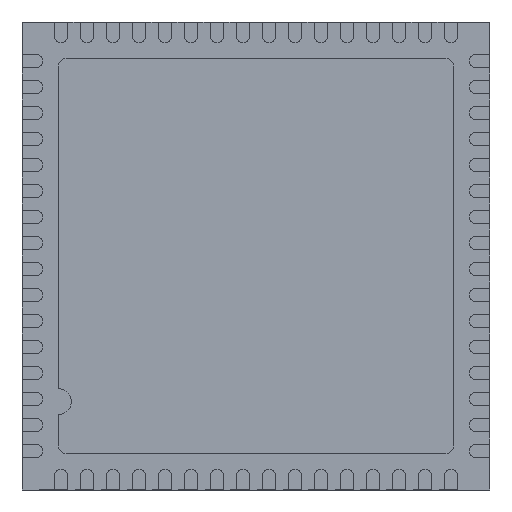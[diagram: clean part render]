
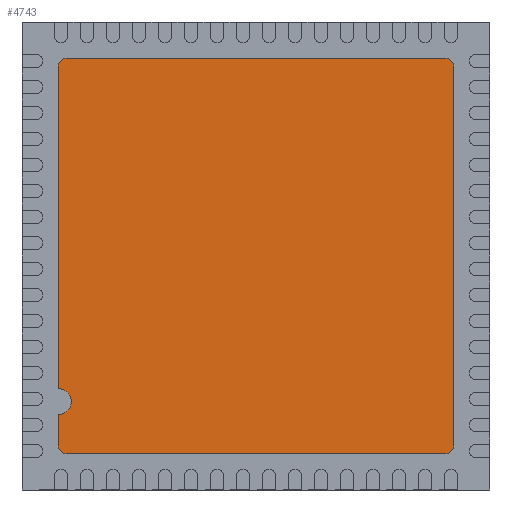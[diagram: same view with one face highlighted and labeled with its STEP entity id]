
A CAD part, front view. The second image highlights one B-rep face of the part: STEP entity #4743.
In plain terms, the highlighted planar face has unit normal (0, -1, 0).
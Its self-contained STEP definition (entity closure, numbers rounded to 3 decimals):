
#7 = VECTOR ( 'NONE', #4678, 1000. ) ;
#199 = ORIENTED_EDGE ( 'NONE', *, *, #638, .F. ) ;
#416 = VERTEX_POINT ( 'NONE', #16343 ) ;
#604 = DIRECTION ( 'NONE',  ( 0., 0., 1. ) ) ;
#638 = EDGE_CURVE ( 'NONE', #1790, #3338, #17709, .T. ) ;
#680 = CIRCLE ( 'NONE', #16342, 0.15 ) ;
#693 = EDGE_CURVE ( 'NONE', #17892, #18966, #8489, .T. ) ;
#816 = EDGE_CURVE ( 'NONE', #416, #1790, #11706, .T. ) ;
#979 = EDGE_LOOP ( 'NONE', ( #199, #11613, #8294, #11612, #2962, #21110, #13012, #9801, #7000, #13843 ) ) ;
#980 = DIRECTION ( 'NONE',  ( 1., 0., 0. ) ) ;
#1790 = VERTEX_POINT ( 'NONE', #11322 ) ;
#1998 = VERTEX_POINT ( 'NONE', #2233 ) ;
#2036 = VERTEX_POINT ( 'NONE', #5633 ) ;
#2128 = VECTOR ( 'NONE', #4044, 1000. ) ;
#2233 = CARTESIAN_POINT ( 'NONE',  ( -3.8, 0., -3.65 ) ) ;
#2245 = CARTESIAN_POINT ( 'NONE',  ( -3.65, 0., -3.65 ) ) ;
#2694 = CARTESIAN_POINT ( 'NONE',  ( 3.65, 0., -3.65 ) ) ;
#2962 = ORIENTED_EDGE ( 'NONE', *, *, #6291, .F. ) ;
#3324 = VECTOR ( 'NONE', #11485, 1000. ) ;
#3338 = VERTEX_POINT ( 'NONE', #6514 ) ;
#3339 = VECTOR ( 'NONE', #980, 1000. ) ;
#3430 = AXIS2_PLACEMENT_3D ( 'NONE', #8745, #5456, #8536 ) ;
#3716 = VERTEX_POINT ( 'NONE', #20123 ) ;
#3934 = DIRECTION ( 'NONE',  ( 0., -1., 0. ) ) ;
#4044 = DIRECTION ( 'NONE',  ( 0., 0., -1. ) ) ;
#4385 = LINE ( 'NONE', #15559, #3339 ) ;
#4678 = DIRECTION ( 'NONE',  ( -1., 0., 0. ) ) ;
#4717 = EDGE_CURVE ( 'NONE', #11744, #17892, #10679, .T. ) ;
#4743 = ADVANCED_FACE ( 'NONE', ( #9176 ), #10899, .T. ) ;
#4775 = CARTESIAN_POINT ( 'NONE',  ( 3.65, 0., 3.8 ) ) ;
#4970 = CARTESIAN_POINT ( 'NONE',  ( -3.8, 0., -3.05 ) ) ;
#5456 = DIRECTION ( 'NONE',  ( 0., -1., 0. ) ) ;
#5633 = CARTESIAN_POINT ( 'NONE',  ( -3.65, 0., -3.8 ) ) ;
#5874 = CARTESIAN_POINT ( 'NONE',  ( 3.8, 0., 3.65 ) ) ;
#5899 = CARTESIAN_POINT ( 'NONE',  ( 3.8, 0., 3.65 ) ) ;
#5917 = EDGE_CURVE ( 'NONE', #19348, #11744, #12977, .T. ) ;
#6101 = DIRECTION ( 'NONE',  ( 0., 0., -1. ) ) ;
#6291 = EDGE_CURVE ( 'NONE', #2036, #1998, #680, .T. ) ;
#6514 = CARTESIAN_POINT ( 'NONE',  ( -3.65, 0., 3.8 ) ) ;
#7000 = ORIENTED_EDGE ( 'NONE', *, *, #5917, .F. ) ;
#7586 = DIRECTION ( 'NONE',  ( 0., 0., -1. ) ) ;
#7806 = DIRECTION ( 'NONE',  ( 0., 1., 0. ) ) ;
#7876 = CARTESIAN_POINT ( 'NONE',  ( -3.65, 0., -3.8 ) ) ;
#8248 = AXIS2_PLACEMENT_3D ( 'NONE', #15665, #3934, #7586 ) ;
#8294 = ORIENTED_EDGE ( 'NONE', *, *, #14271, .F. ) ;
#8489 = CIRCLE ( 'NONE', #18721, 0.15 ) ;
#8536 = DIRECTION ( 'NONE',  ( 0., 0., -1. ) ) ;
#8541 = AXIS2_PLACEMENT_3D ( 'NONE', #12725, #19223, #9294 ) ;
#8745 = CARTESIAN_POINT ( 'NONE',  ( -3.8, 0., -2.8 ) ) ;
#9176 = FACE_OUTER_BOUND ( 'NONE', #979, .T. ) ;
#9294 = DIRECTION ( 'NONE',  ( 0., 0., 1. ) ) ;
#9801 = ORIENTED_EDGE ( 'NONE', *, *, #4717, .F. ) ;
#10256 = EDGE_CURVE ( 'NONE', #3338, #19348, #4385, .T. ) ;
#10665 = DIRECTION ( 'NONE',  ( 0., 0., -1. ) ) ;
#10679 = LINE ( 'NONE', #5874, #2128 ) ;
#10899 = PLANE ( 'NONE',  #8248 ) ;
#11322 = CARTESIAN_POINT ( 'NONE',  ( -3.8, 0., 3.65 ) ) ;
#11485 = DIRECTION ( 'NONE',  ( 0., 0., 1. ) ) ;
#11491 = LINE ( 'NONE', #7876, #7 ) ;
#11578 = VECTOR ( 'NONE', #604, 1000. ) ;
#11612 = ORIENTED_EDGE ( 'NONE', *, *, #19372, .F. ) ;
#11613 = ORIENTED_EDGE ( 'NONE', *, *, #816, .F. ) ;
#11706 = LINE ( 'NONE', #18514, #11578 ) ;
#11744 = VERTEX_POINT ( 'NONE', #5899 ) ;
#12058 = DIRECTION ( 'NONE',  ( 0., 1., 0. ) ) ;
#12674 = CIRCLE ( 'NONE', #3430, 0.25 ) ;
#12725 = CARTESIAN_POINT ( 'NONE',  ( 3.65, 0., 3.65 ) ) ;
#12977 = CIRCLE ( 'NONE', #8541, 0.15 ) ;
#13012 = ORIENTED_EDGE ( 'NONE', *, *, #693, .F. ) ;
#13037 = EDGE_CURVE ( 'NONE', #18966, #2036, #11491, .T. ) ;
#13268 = AXIS2_PLACEMENT_3D ( 'NONE', #20513, #7806, #20725 ) ;
#13843 = ORIENTED_EDGE ( 'NONE', *, *, #10256, .F. ) ;
#14271 = EDGE_CURVE ( 'NONE', #3716, #416, #12674, .T. ) ;
#15027 = CARTESIAN_POINT ( 'NONE',  ( 3.8, 0., -3.65 ) ) ;
#15559 = CARTESIAN_POINT ( 'NONE',  ( -3.65, 0., 3.8 ) ) ;
#15665 = CARTESIAN_POINT ( 'NONE',  ( -3.65, 0., 3.65 ) ) ;
#16030 = CARTESIAN_POINT ( 'NONE',  ( 3.65, 0., -3.8 ) ) ;
#16342 = AXIS2_PLACEMENT_3D ( 'NONE', #2245, #12058, #10665 ) ;
#16343 = CARTESIAN_POINT ( 'NONE',  ( -3.8, 0., -2.55 ) ) ;
#17605 = DIRECTION ( 'NONE',  ( 0., 1., 0. ) ) ;
#17709 = CIRCLE ( 'NONE', #13268, 0.15 ) ;
#17892 = VERTEX_POINT ( 'NONE', #15027 ) ;
#18514 = CARTESIAN_POINT ( 'NONE',  ( -3.8, 0., 3.65 ) ) ;
#18721 = AXIS2_PLACEMENT_3D ( 'NONE', #2694, #17605, #6101 ) ;
#18966 = VERTEX_POINT ( 'NONE', #16030 ) ;
#19223 = DIRECTION ( 'NONE',  ( 0., 1., 0. ) ) ;
#19348 = VERTEX_POINT ( 'NONE', #4775 ) ;
#19372 = EDGE_CURVE ( 'NONE', #1998, #3716, #19578, .T. ) ;
#19578 = LINE ( 'NONE', #4970, #3324 ) ;
#20123 = CARTESIAN_POINT ( 'NONE',  ( -3.8, 0., -3.05 ) ) ;
#20513 = CARTESIAN_POINT ( 'NONE',  ( -3.65, 0., 3.65 ) ) ;
#20725 = DIRECTION ( 'NONE',  ( 0., 0., -1. ) ) ;
#21110 = ORIENTED_EDGE ( 'NONE', *, *, #13037, .F. ) ;
